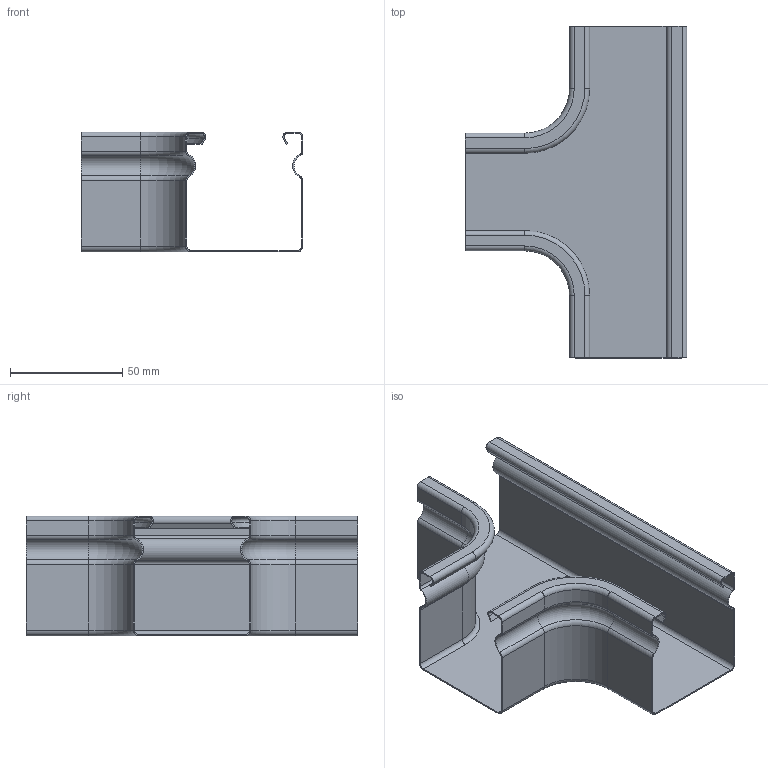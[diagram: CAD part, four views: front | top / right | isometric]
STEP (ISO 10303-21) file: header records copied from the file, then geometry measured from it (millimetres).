
FILE_DESCRIPTION(/* description */ (''),/* implementation_level */ '2;1');
FILE_NAME(/* name */ '341103.stp',/* time_stamp */ '2025-12-05T09:31:06+01:00',/* author */ ('mael.lecharpentier'),/* organization */ (''),/* preprocessor_version */ 'ST-DEVELOPER v20',/* originating_system */ 'AutoCAD Mechanical',/* authorisation */ '');
FILE_SCHEMA (('AUTOMOTIVE_DESIGN { 1 0 10303 214 3 1 1 }'));
Length unit declared in the file: millimetre
Products named in the file (1): Product
Bounding box: 99 x 148 x 53.4 mm (x, y, z)
Volume: 19289.9 mm3; surface area: 64839.8 mm2
Topology: 1 solids, 1 shells, 144 faces, 362 edges, 220 vertices
Faces by surface type: cylinder 68, plane 46, torus 24, cone 6
Entity records: 4328 total; most frequent: DIRECTION 816, CARTESIAN_POINT 727, ORIENTED_EDGE 724, EDGE_CURVE 362, AXIS2_PLACEMENT_3D 309, VERTEX_POINT 220, LINE 198, VECTOR 198
